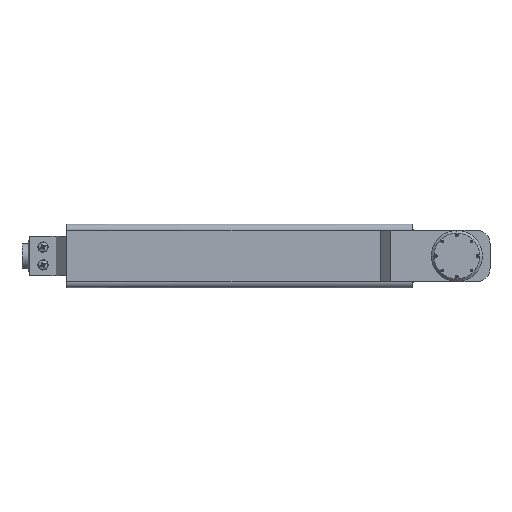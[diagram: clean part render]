
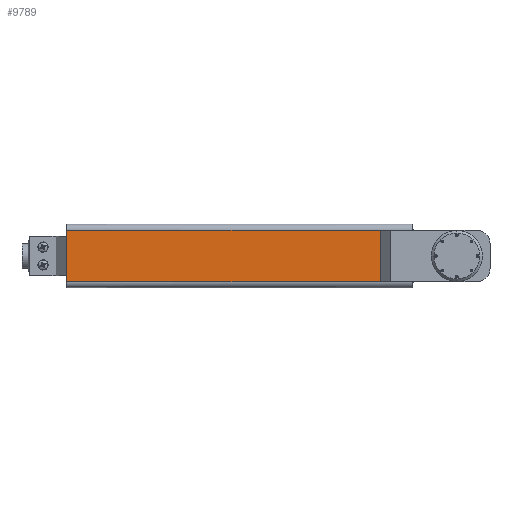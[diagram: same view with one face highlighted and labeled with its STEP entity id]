
A CAD part, front view. The second image highlights one B-rep face of the part: STEP entity #9789.
In plain terms, the highlighted planar face has unit normal (0, -1, 0).
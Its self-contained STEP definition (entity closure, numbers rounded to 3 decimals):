
#185 = EDGE_LOOP ( 'NONE', ( #7365, #8639, #7270, #8296, #5901, #518, #9433, #5812 ) ) ;
#518 = ORIENTED_EDGE ( 'NONE', *, *, #9081, .T. ) ;
#676 = EDGE_CURVE ( 'NONE', #12795, #11478, #684, .T. ) ;
#684 = CIRCLE ( 'NONE', #5276, 5. ) ;
#1071 = CARTESIAN_POINT ( 'NONE',  ( 10., 510.65, 247.953 ) ) ;
#1079 = CARTESIAN_POINT ( 'NONE',  ( -236.179, 510.65, 278.453 ) ) ;
#1371 = VECTOR ( 'NONE', #13473, 1000. ) ;
#1432 = EDGE_CURVE ( 'NONE', #6930, #2111, #13218, .T. ) ;
#1976 = EDGE_CURVE ( 'NONE', #9809, #12795, #9017, .T. ) ;
#2052 = DIRECTION ( 'NONE',  ( 0., 1., 0. ) ) ;
#2065 = EDGE_CURVE ( 'NONE', #5695, #9809, #10032, .T. ) ;
#2111 = VERTEX_POINT ( 'NONE', #1071 ) ;
#2561 = DIRECTION ( 'NONE',  ( 0., 0., -1. ) ) ;
#2965 = EDGE_CURVE ( 'NONE', #12913, #9049, #10572, .T. ) ;
#4819 = CARTESIAN_POINT ( 'NONE',  ( -236., 510.65, 287.953 ) ) ;
#4891 = DIRECTION ( 'NONE',  ( -1., 0., 0. ) ) ;
#5058 = CARTESIAN_POINT ( 'NONE',  ( 10., 510.65, 287.953 ) ) ;
#5103 = VECTOR ( 'NONE', #10290, 1000. ) ;
#5276 = AXIS2_PLACEMENT_3D ( 'NONE', #1079, #6197, #8118 ) ;
#5695 = VERTEX_POINT ( 'NONE', #5058 ) ;
#5696 = CARTESIAN_POINT ( 'NONE',  ( -236., 510.65, 292.953 ) ) ;
#5812 = ORIENTED_EDGE ( 'NONE', *, *, #10099, .T. ) ;
#5843 = DIRECTION ( 'NONE',  ( 0., 0., -1. ) ) ;
#5901 = ORIENTED_EDGE ( 'NONE', *, *, #676, .T. ) ;
#6175 = LINE ( 'NONE', #8301, #9162 ) ;
#6197 = DIRECTION ( 'NONE',  ( 0., -1., 0. ) ) ;
#6930 = VERTEX_POINT ( 'NONE', #10971 ) ;
#6942 = DIRECTION ( 'NONE',  ( 0., -1., 0. ) ) ;
#7016 = EDGE_CURVE ( 'NONE', #2111, #5695, #6175, .T. ) ;
#7270 = ORIENTED_EDGE ( 'NONE', *, *, #2065, .T. ) ;
#7335 = DIRECTION ( 'NONE',  ( 0., 0., 1. ) ) ;
#7365 = ORIENTED_EDGE ( 'NONE', *, *, #1432, .T. ) ;
#7766 = CARTESIAN_POINT ( 'NONE',  ( -236., 510.65, 292.953 ) ) ;
#8115 = CARTESIAN_POINT ( 'NONE',  ( -236., 510.65, 292.953 ) ) ;
#8118 = DIRECTION ( 'NONE',  ( 0., 0., -1. ) ) ;
#8192 = FACE_OUTER_BOUND ( 'NONE', #185, .T. ) ;
#8205 = DIRECTION ( 'NONE',  ( 0., 0., -1. ) ) ;
#8272 = CARTESIAN_POINT ( 'NONE',  ( -236.05, 510.65, 252.453 ) ) ;
#8296 = ORIENTED_EDGE ( 'NONE', *, *, #1976, .T. ) ;
#8301 = CARTESIAN_POINT ( 'NONE',  ( 10., 510.65, 292.953 ) ) ;
#8532 = CARTESIAN_POINT ( 'NONE',  ( -236., 510.65, 252.456 ) ) ;
#8639 = ORIENTED_EDGE ( 'NONE', *, *, #7016, .T. ) ;
#9017 = LINE ( 'NONE', #7766, #11343 ) ;
#9021 = CARTESIAN_POINT ( 'NONE',  ( -236., 510.65, 287.953 ) ) ;
#9049 = VERTEX_POINT ( 'NONE', #13263 ) ;
#9081 = EDGE_CURVE ( 'NONE', #11478, #9049, #11353, .T. ) ;
#9156 = PLANE ( 'NONE',  #10137 ) ;
#9162 = VECTOR ( 'NONE', #7335, 1000. ) ;
#9198 = CARTESIAN_POINT ( 'NONE',  ( -236., 510.65, 247.953 ) ) ;
#9433 = ORIENTED_EDGE ( 'NONE', *, *, #2965, .F. ) ;
#9501 = VECTOR ( 'NONE', #10979, 1000. ) ;
#9789 = ADVANCED_FACE ( 'NONE', ( #8192 ), #9156, .T. ) ;
#9809 = VERTEX_POINT ( 'NONE', #9021 ) ;
#9817 = LINE ( 'NONE', #5696, #9501 ) ;
#10032 = LINE ( 'NONE', #4819, #12196 ) ;
#10099 = EDGE_CURVE ( 'NONE', #12913, #6930, #9817, .T. ) ;
#10137 = AXIS2_PLACEMENT_3D ( 'NONE', #8115, #6942, #5843 ) ;
#10290 = DIRECTION ( 'NONE',  ( 1., 0., 0. ) ) ;
#10379 = CARTESIAN_POINT ( 'NONE',  ( -236.05, 510.65, 283.451 ) ) ;
#10572 = CIRCLE ( 'NONE', #13122, 5. ) ;
#10644 = CARTESIAN_POINT ( 'NONE',  ( -236., 510.65, 283.449 ) ) ;
#10971 = CARTESIAN_POINT ( 'NONE',  ( -236., 510.65, 247.953 ) ) ;
#10979 = DIRECTION ( 'NONE',  ( 0., 0., -1. ) ) ;
#11343 = VECTOR ( 'NONE', #2561, 1000. ) ;
#11353 = LINE ( 'NONE', #8272, #1371 ) ;
#11478 = VERTEX_POINT ( 'NONE', #10379 ) ;
#12196 = VECTOR ( 'NONE', #4891, 1000. ) ;
#12795 = VERTEX_POINT ( 'NONE', #10644 ) ;
#12913 = VERTEX_POINT ( 'NONE', #8532 ) ;
#13122 = AXIS2_PLACEMENT_3D ( 'NONE', #13412, #2052, #8205 ) ;
#13218 = LINE ( 'NONE', #9198, #5103 ) ;
#13263 = CARTESIAN_POINT ( 'NONE',  ( -236.05, 510.65, 252.454 ) ) ;
#13412 = CARTESIAN_POINT ( 'NONE',  ( -236.179, 510.65, 257.453 ) ) ;
#13473 = DIRECTION ( 'NONE',  ( 0., 0., -1. ) ) ;
